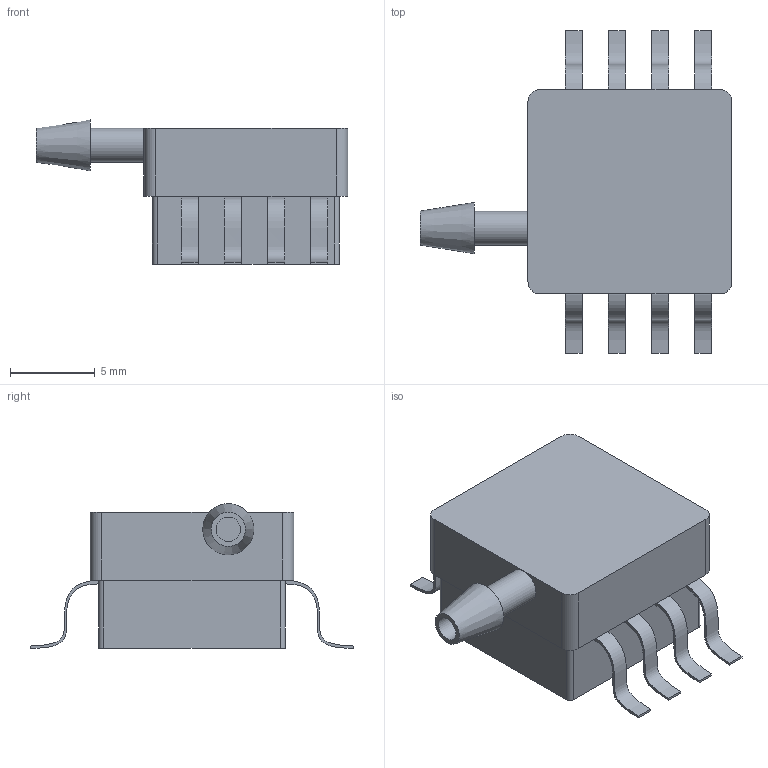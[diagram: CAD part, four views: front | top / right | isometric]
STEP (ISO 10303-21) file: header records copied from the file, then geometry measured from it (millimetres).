
FILE_DESCRIPTION(('FreeCAD Model'),'2;1');
FILE_NAME('mp.step','2018-11-21T11:25:20',('Author'),( ''),'Open CASCADE STEP processor 7.3','FreeCAD','Unknown');
FILE_SCHEMA(('AUTOMOTIVE_DESIGN_CC2 { 1 2 10303 214 -1 1 5 4 }'));
Length unit declared in the file: millimetre
Products named in the file (3): Pocket; Fusion; Fillet001
Bounding box: 18.35 x 19 x 8.51 mm (x, y, z)
Volume: 1081.9 mm3; surface area: 854.1 mm2
Topology: 10 solids, 10 shells, 73 faces, 153 edges, 102 vertices
Faces by surface type: plane 46, extrusion 16, cylinder 10, cone 1
Full cylindrical faces by diameter (mm): 1.434 x1, 2 x1
Entity records: 4505 total; most frequent: CARTESIAN_POINT 1007, DIRECTION 537, VECTOR 363, LINE 347, ORIENTED_EDGE 306, PCURVE 306, DEFINITIONAL_REPRESENTATION 306, EDGE_CURVE 153
